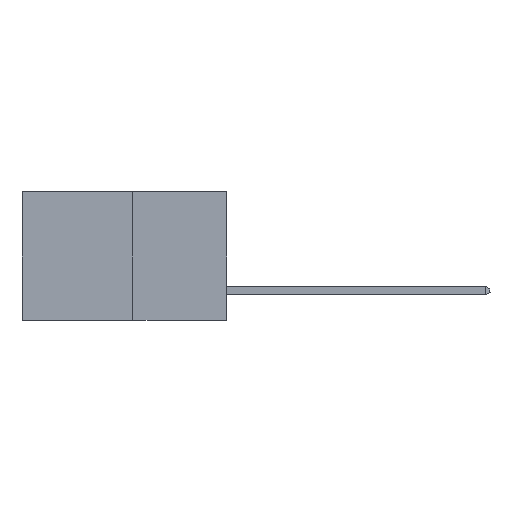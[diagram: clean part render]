
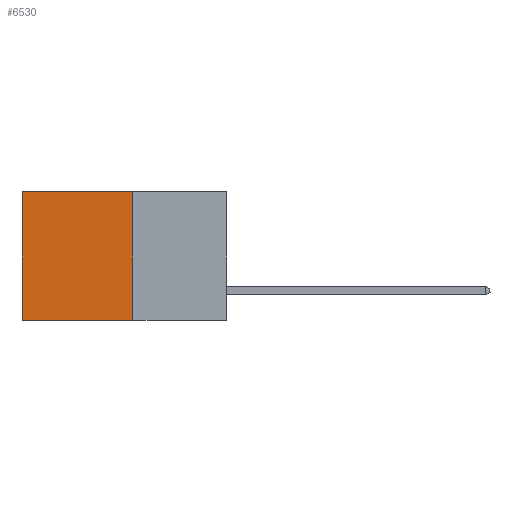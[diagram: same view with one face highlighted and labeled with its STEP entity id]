
A CAD part, left-side view. The second image highlights one B-rep face of the part: STEP entity #6530.
In plain terms, the highlighted planar face has unit normal (-1, 0, 0).
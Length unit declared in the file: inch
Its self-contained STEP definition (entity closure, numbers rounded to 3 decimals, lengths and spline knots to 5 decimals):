
#225 = EDGE_LOOP ( 'NONE', ( #3520, #3192, #4296, #1197 ) ) ;
#1020 = CARTESIAN_POINT ( 'NONE',  ( 0.277, 0.59, -0.37 ) ) ;
#1167 = VERTEX_POINT ( 'NONE', #2495 ) ;
#1197 = ORIENTED_EDGE ( 'NONE', *, *, #1261, .T. ) ;
#1261 = EDGE_CURVE ( 'NONE', #4832, #7920, #5708, .T. ) ;
#1298 = CARTESIAN_POINT ( 'NONE',  ( 0.277, 0.27, -0.37 ) ) ;
#2495 = CARTESIAN_POINT ( 'NONE',  ( 0.277, 0.27, -0.37 ) ) ;
#2941 = DIRECTION ( 'NONE',  ( 0., 1., 0. ) ) ;
#3104 = DIRECTION ( 'NONE',  ( 0., 0., -1. ) ) ;
#3192 = ORIENTED_EDGE ( 'NONE', *, *, #6987, .F. ) ;
#3520 = ORIENTED_EDGE ( 'NONE', *, *, #12093, .T. ) ;
#4296 = ORIENTED_EDGE ( 'NONE', *, *, #5407, .F. ) ;
#4743 = VERTEX_POINT ( 'NONE', #1020 ) ;
#4832 = VERTEX_POINT ( 'NONE', #8394 ) ;
#5053 = VECTOR ( 'NONE', #3104, 39.37008 ) ;
#5354 = DIRECTION ( 'NONE',  ( 1., 0., 0. ) ) ;
#5407 = EDGE_CURVE ( 'NONE', #4832, #1167, #7546, .T. ) ;
#5708 = LINE ( 'NONE', #9204, #13653 ) ;
#5978 = LINE ( 'NONE', #12703, #8874 ) ;
#6476 = PLANE ( 'NONE',  #10008 ) ;
#6530 = ADVANCED_FACE ( 'NONE', ( #9572 ), #6476, .F. ) ;
#6987 = EDGE_CURVE ( 'NONE', #1167, #4743, #5978, .T. ) ;
#7256 = CARTESIAN_POINT ( 'NONE',  ( 0.277, 0.59, -0.37 ) ) ;
#7546 = LINE ( 'NONE', #1298, #5053 ) ;
#7920 = VERTEX_POINT ( 'NONE', #13018 ) ;
#8394 = CARTESIAN_POINT ( 'NONE',  ( 0.277, 0.27, 0. ) ) ;
#8874 = VECTOR ( 'NONE', #10308, 39.37008 ) ;
#9204 = CARTESIAN_POINT ( 'NONE',  ( 0.277, 0.27, 0. ) ) ;
#9420 = DIRECTION ( 'NONE',  ( 0., 0., -1. ) ) ;
#9443 = LINE ( 'NONE', #7256, #11981 ) ;
#9572 = FACE_OUTER_BOUND ( 'NONE', #225, .T. ) ;
#10008 = AXIS2_PLACEMENT_3D ( 'NONE', #13168, #5354, #9420 ) ;
#10308 = DIRECTION ( 'NONE',  ( 0., 1., 0. ) ) ;
#11981 = VECTOR ( 'NONE', #13754, 39.37008 ) ;
#12093 = EDGE_CURVE ( 'NONE', #7920, #4743, #9443, .T. ) ;
#12703 = CARTESIAN_POINT ( 'NONE',  ( 0.277, 0.27, -0.37 ) ) ;
#13018 = CARTESIAN_POINT ( 'NONE',  ( 0.277, 0.59, 0. ) ) ;
#13168 = CARTESIAN_POINT ( 'NONE',  ( 0.277, 0.27, -0.37 ) ) ;
#13653 = VECTOR ( 'NONE', #2941, 39.37008 ) ;
#13754 = DIRECTION ( 'NONE',  ( 0., 0., -1. ) ) ;
